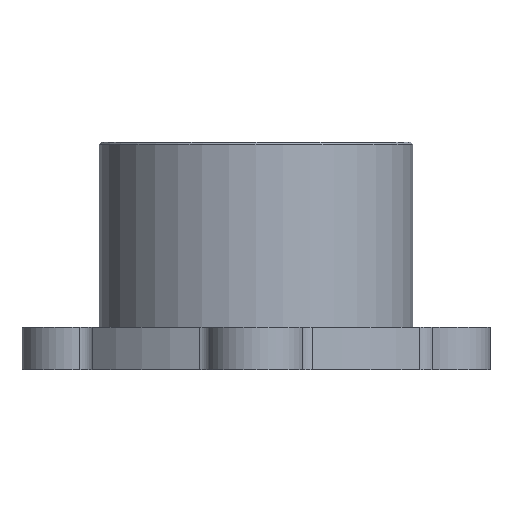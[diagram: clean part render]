
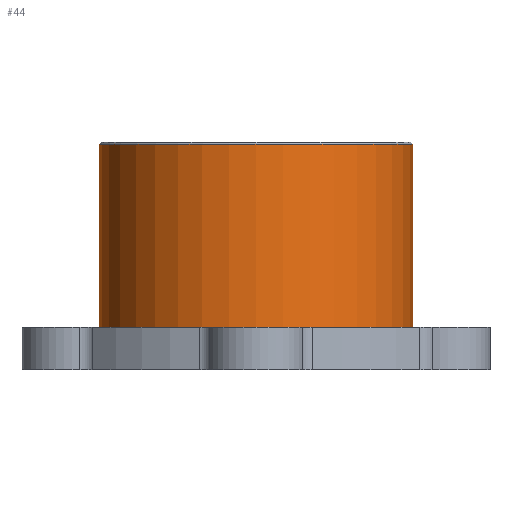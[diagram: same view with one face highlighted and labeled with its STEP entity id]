
A CAD part, left-side view. The second image highlights one B-rep face of the part: STEP entity #44.
In plain terms, the highlighted cylindrical face has radius 17.462 mm (diameter 34.925 mm), a full revolution.
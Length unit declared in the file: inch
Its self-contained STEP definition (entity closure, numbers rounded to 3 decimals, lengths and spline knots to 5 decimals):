
#15 = EDGE_LOOP ( 'NONE', ( #931 ) ) ;
#44 = ADVANCED_FACE ( 'NONE', ( #1409, #401 ), #852, .T. ) ;
#242 = AXIS2_PLACEMENT_3D ( 'NONE', #940, #275, #1280 ) ;
#275 = DIRECTION ( 'NONE',  ( 0., 0., -1. ) ) ;
#280 = DIRECTION ( 'NONE',  ( 0., 0., 1. ) ) ;
#281 = CARTESIAN_POINT ( 'NONE',  ( 1.84, 1.0269, 0. ) ) ;
#290 = DIRECTION ( 'NONE',  ( 0., 0., -1. ) ) ;
#384 = EDGE_CURVE ( 'NONE', #594, #594, #910, .T. ) ;
#401 = FACE_OUTER_BOUND ( 'NONE', #1234, .T. ) ;
#594 = VERTEX_POINT ( 'NONE', #281 ) ;
#658 = AXIS2_PLACEMENT_3D ( 'NONE', #1285, #280, #737 ) ;
#682 = AXIS2_PLACEMENT_3D ( 'NONE', #1296, #290, #745 ) ;
#737 = DIRECTION ( 'NONE',  ( 1., 0., 0. ) ) ;
#745 = DIRECTION ( 'NONE',  ( -1., 0., 0. ) ) ;
#852 = CYLINDRICAL_SURFACE ( 'NONE', #682, 0.6875 ) ;
#869 = CIRCLE ( 'NONE', #242, 0.6875 ) ;
#910 = CIRCLE ( 'NONE', #658, 0.6875 ) ;
#931 = ORIENTED_EDGE ( 'NONE', *, *, #1091, .T. ) ;
#940 = CARTESIAN_POINT ( 'NONE',  ( 1.1525, 1.0269, 0.8025 ) ) ;
#1052 = VERTEX_POINT ( 'NONE', #1161 ) ;
#1091 = EDGE_CURVE ( 'NONE', #1052, #1052, #869, .T. ) ;
#1161 = CARTESIAN_POINT ( 'NONE',  ( 1.84, 1.0269, 0.8025 ) ) ;
#1234 = EDGE_LOOP ( 'NONE', ( #1281 ) ) ;
#1280 = DIRECTION ( 'NONE',  ( 1., 0., 0. ) ) ;
#1281 = ORIENTED_EDGE ( 'NONE', *, *, #384, .T. ) ;
#1285 = CARTESIAN_POINT ( 'NONE',  ( 1.1525, 1.0269, 0. ) ) ;
#1296 = CARTESIAN_POINT ( 'NONE',  ( 1.1525, 1.0269, 0.8125 ) ) ;
#1409 = FACE_OUTER_BOUND ( 'NONE', #15, .T. ) ;
